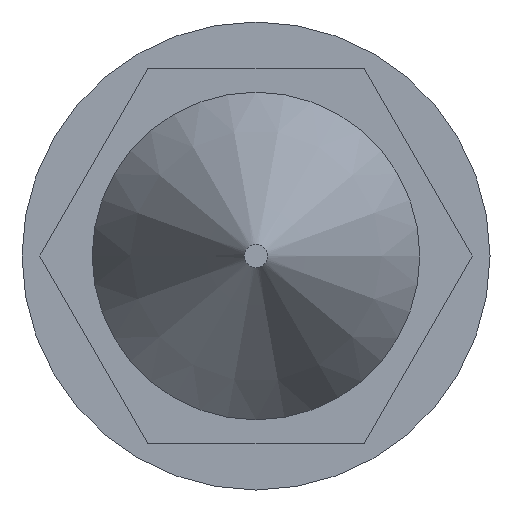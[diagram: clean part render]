
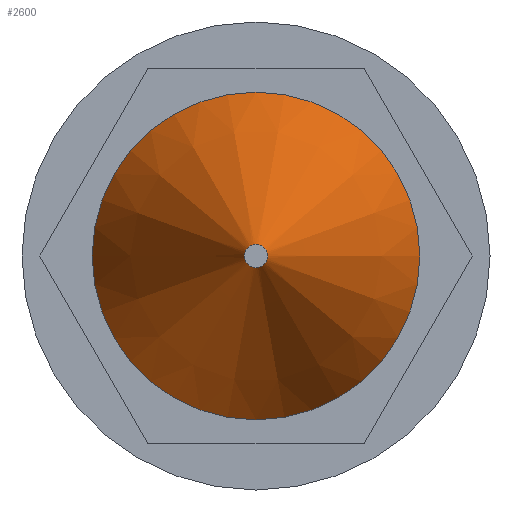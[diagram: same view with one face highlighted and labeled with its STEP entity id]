
A CAD part, front view. The second image highlights one B-rep face of the part: STEP entity #2600.
In plain terms, the highlighted conical face has half-angle 24.905 degrees and reference radius 0.25 mm.
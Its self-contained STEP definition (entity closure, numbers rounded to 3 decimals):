
#1169 = DIRECTION ( 'NONE',  ( 0., 1., 0. ) ) ;
#1354 = DIRECTION ( 'NONE',  ( 0., 1., 0. ) ) ;
#2559 = AXIS2_PLACEMENT_3D ( 'NONE', #13780, #1354, #7405 ) ;
#2600 = ADVANCED_FACE ( 'NONE', ( #4374, #11976 ), #5770, .T. ) ;
#2752 = AXIS2_PLACEMENT_3D ( 'NONE', #6350, #1169, #12386 ) ;
#2755 = EDGE_CURVE ( 'NONE', #5950, #5950, #3012, .T. ) ;
#3012 = CIRCLE ( 'NONE', #2752, 0.25 ) ;
#3473 = ORIENTED_EDGE ( 'NONE', *, *, #2755, .T. ) ;
#4326 = CARTESIAN_POINT ( 'NONE',  ( -0.25, -54., 0. ) ) ;
#4374 = FACE_OUTER_BOUND ( 'NONE', #8738, .T. ) ;
#5770 = CONICAL_SURFACE ( 'NONE', #2559, 0.25, 0.435 ) ;
#5783 = CARTESIAN_POINT ( 'NONE',  ( -3.5, -47., 0. ) ) ;
#5950 = VERTEX_POINT ( 'NONE', #4326 ) ;
#6350 = CARTESIAN_POINT ( 'NONE',  ( 0., -54., 0. ) ) ;
#6583 = CIRCLE ( 'NONE', #14591, 3.5 ) ;
#7405 = DIRECTION ( 'NONE',  ( -1., 0., 0. ) ) ;
#7650 = EDGE_LOOP ( 'NONE', ( #3473 ) ) ;
#8738 = EDGE_LOOP ( 'NONE', ( #9875 ) ) ;
#9618 = VERTEX_POINT ( 'NONE', #5783 ) ;
#9875 = ORIENTED_EDGE ( 'NONE', *, *, #12580, .F. ) ;
#10534 = DIRECTION ( 'NONE',  ( 0., 1., 0. ) ) ;
#11976 = FACE_BOUND ( 'NONE', #7650, .T. ) ;
#12386 = DIRECTION ( 'NONE',  ( -1., 0., 0. ) ) ;
#12580 = EDGE_CURVE ( 'NONE', #9618, #9618, #6583, .T. ) ;
#13780 = CARTESIAN_POINT ( 'NONE',  ( 0., -54., 0. ) ) ;
#14591 = AXIS2_PLACEMENT_3D ( 'NONE', #15604, #10534, #15659 ) ;
#15604 = CARTESIAN_POINT ( 'NONE',  ( 0., -47., 0. ) ) ;
#15659 = DIRECTION ( 'NONE',  ( -1., 0., 0. ) ) ;
